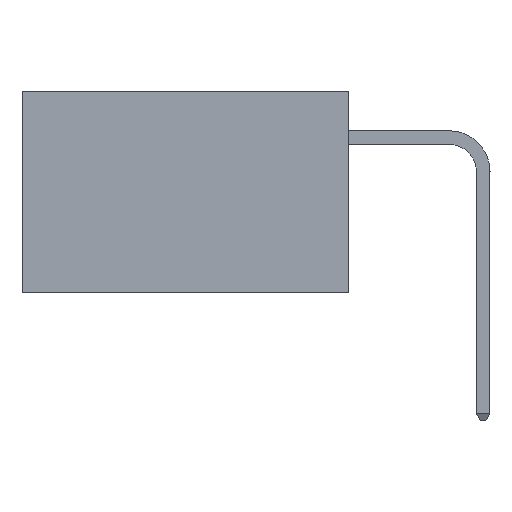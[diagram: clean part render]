
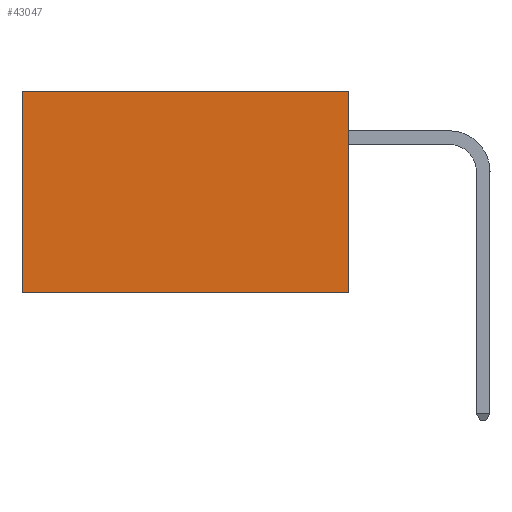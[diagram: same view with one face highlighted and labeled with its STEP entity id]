
A CAD part, left-side view. The second image highlights one B-rep face of the part: STEP entity #43047.
In plain terms, the highlighted planar face has unit normal (-1, 0, 0).
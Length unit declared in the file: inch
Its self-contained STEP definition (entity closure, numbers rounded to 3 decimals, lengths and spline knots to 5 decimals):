
#592 = DIRECTION ( 'NONE',  ( 0., 1., 0. ) ) ;
#992 = CARTESIAN_POINT ( 'NONE',  ( 0.2875, 0.6, -0.37 ) ) ;
#1346 = CARTESIAN_POINT ( 'NONE',  ( 0.2875, 0., 0. ) ) ;
#2504 = EDGE_CURVE ( 'NONE', #41603, #14829, #8453, .T. ) ;
#2807 = CARTESIAN_POINT ( 'NONE',  ( 0.2875, 0., 0. ) ) ;
#2932 = VERTEX_POINT ( 'NONE', #41983 ) ;
#5456 = DIRECTION ( 'NONE',  ( 0., 0., -1. ) ) ;
#6729 = DIRECTION ( 'NONE',  ( 0., 1., 0. ) ) ;
#8453 = LINE ( 'NONE', #25987, #48231 ) ;
#10024 = LINE ( 'NONE', #2807, #39614 ) ;
#12228 = VECTOR ( 'NONE', #592, 39.37008 ) ;
#12771 = EDGE_LOOP ( 'NONE', ( #37465, #16918, #12985, #28574 ) ) ;
#12985 = ORIENTED_EDGE ( 'NONE', *, *, #30638, .F. ) ;
#14827 = DIRECTION ( 'NONE',  ( 0., 0., -1. ) ) ;
#14829 = VERTEX_POINT ( 'NONE', #992 ) ;
#16918 = ORIENTED_EDGE ( 'NONE', *, *, #36712, .F. ) ;
#19074 = VECTOR ( 'NONE', #40428, 39.37008 ) ;
#21205 = AXIS2_PLACEMENT_3D ( 'NONE', #1346, #28518, #5456 ) ;
#25987 = CARTESIAN_POINT ( 'NONE',  ( 0.2875, 0.6, 0. ) ) ;
#27139 = CARTESIAN_POINT ( 'NONE',  ( 0.2875, 0.6, 0. ) ) ;
#28518 = DIRECTION ( 'NONE',  ( 1., 0., 0. ) ) ;
#28574 = ORIENTED_EDGE ( 'NONE', *, *, #39974, .T. ) ;
#28807 = CARTESIAN_POINT ( 'NONE',  ( 0.2875, 0., 0. ) ) ;
#30489 = LINE ( 'NONE', #28807, #19074 ) ;
#30638 = EDGE_CURVE ( 'NONE', #2932, #44255, #30489, .T. ) ;
#32058 = CARTESIAN_POINT ( 'NONE',  ( 0.2875, 0., -0.37 ) ) ;
#32779 = LINE ( 'NONE', #46795, #12228 ) ;
#33478 = FACE_OUTER_BOUND ( 'NONE', #12771, .T. ) ;
#36712 = EDGE_CURVE ( 'NONE', #44255, #14829, #32779, .T. ) ;
#37465 = ORIENTED_EDGE ( 'NONE', *, *, #2504, .T. ) ;
#39614 = VECTOR ( 'NONE', #6729, 39.37008 ) ;
#39974 = EDGE_CURVE ( 'NONE', #2932, #41603, #10024, .T. ) ;
#40428 = DIRECTION ( 'NONE',  ( 0., 0., -1. ) ) ;
#41603 = VERTEX_POINT ( 'NONE', #27139 ) ;
#41983 = CARTESIAN_POINT ( 'NONE',  ( 0.2875, 0., 0. ) ) ;
#43047 = ADVANCED_FACE ( 'NONE', ( #33478 ), #43836, .F. ) ;
#43836 = PLANE ( 'NONE',  #21205 ) ;
#44255 = VERTEX_POINT ( 'NONE', #32058 ) ;
#46795 = CARTESIAN_POINT ( 'NONE',  ( 0.2875, 0., -0.37 ) ) ;
#48231 = VECTOR ( 'NONE', #14827, 39.37008 ) ;
